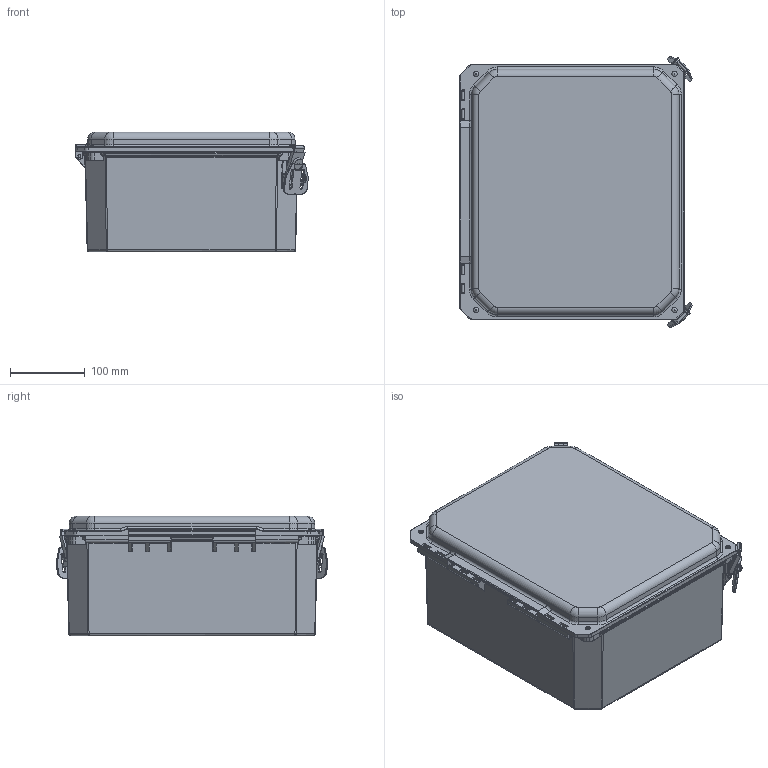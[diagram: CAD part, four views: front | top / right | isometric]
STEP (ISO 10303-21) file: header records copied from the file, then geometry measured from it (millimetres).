
FILE_DESCRIPTION (( 'STEP AP214' ), '1' );
FILE_NAME ('FRCC121006HLL.STEP', '2018-11-01T19:29:11', ( '' ), ( '' ), 'SwSTEP 2.0', 'SolidWorks 2018', '' );
FILE_SCHEMA (( 'AUTOMOTIVE_DESIGN' ));
Length unit declared in the file: inch
Products named in the file (1): FRCC121006HLL
Bounding box: 311.7 x 364.12 x 160.32 mm (x, y, z)
Volume: 1378886.6 mm3; surface area: 820952.3 mm2
Topology: 33 solids, 33 shells, 2265 faces, 5441 edges, 3199 vertices
Faces by surface type: cylinder 890, plane 661, bspline 592, cone 102, torus 20
Full cylindrical faces by diameter (mm): 1.267 x4, 1.27 x2, 2.489 x4, 3.429 x4, 3.48 x4, 3.81 x4, 3.861 x8, 3.962 x12, 5.08 x4, 5.3 x4, 5.563 x4, 6.248 x12, 6.401 x4, 7.925 x4, 9.22 x2, 15.24 x2
Entity records: 119105 total; most frequent: CARTESIAN_POINT 43211, ORIENTED_EDGE 10416, DIRECTION 7830, EDGE_CURVE 5208, VERTEX_POINT 3158, AXIS2_PLACEMENT_3D 2719, EDGE_LOOP 2512, LINE 2392
